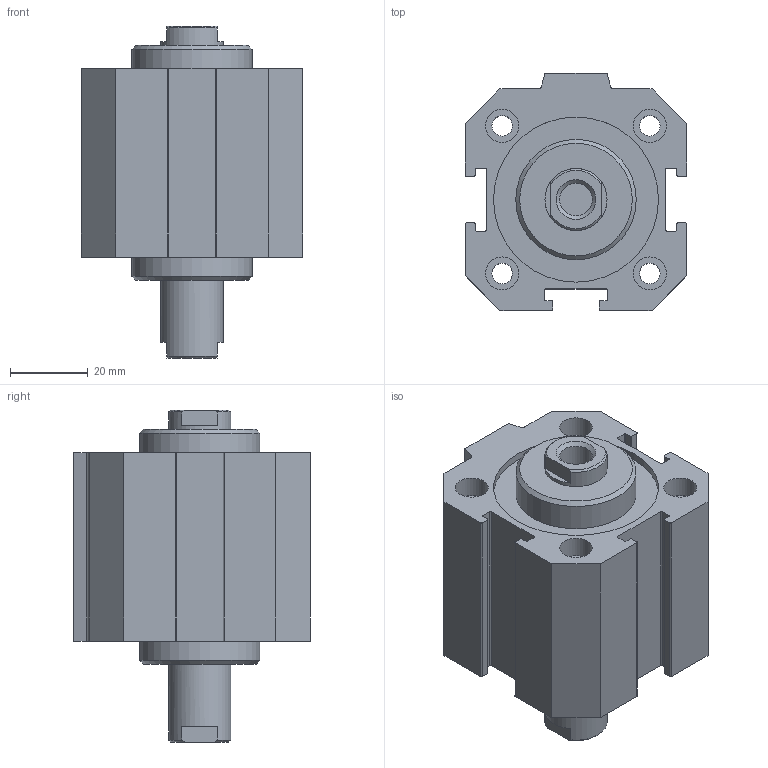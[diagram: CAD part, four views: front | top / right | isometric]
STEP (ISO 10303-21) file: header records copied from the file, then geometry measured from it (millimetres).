
FILE_DESCRIPTION(/* description */ ('TUBO PROFILATO COMPATTI Ø40'),/* implementation_level */ '2;1');
FILE_NAME(/* name */ '1504_40_0015.stp',/* time_stamp */ '2016-08-24T11:52:51+02:00',/* author */ ('Maniean1'),/* organization */ ('Pneumax S.p.A.'),/* preprocessor_version */ 'ST-DEVELOPER v15.2',/* originating_system */ 'Autodesk Inventor 2014',/* authorisation */ '');
FILE_SCHEMA (('AUTOMOTIVE_DESIGN { 1 0 10303 214 3 1 1 }'));
Length unit declared in the file: millimetre
Products named in the file (3): C_1504_40_0015; S_1504_40_0015; 1504_40_0015
Bounding box: 57 x 61 x 85.5 mm (x, y, z)
Volume: 128493.6 mm3; surface area: 40485.6 mm2
Topology: 2 solids, 2 shells, 130 faces, 318 edges, 212 vertices
Faces by surface type: plane 68, cylinder 52, cone 10
Full cylindrical faces by diameter (mm): 5.3 x4, 8.376 x2, 8.5 x8, 8.566 x2, 16 x4, 31 x2, 40 x2, 42.5 x2
Entity records: 3767 total; most frequent: DIRECTION 660, CARTESIAN_POINT 633, ORIENTED_EDGE 556, EDGE_CURVE 278, AXIS2_PLACEMENT_3D 255, VERTEX_POINT 204, EDGE_LOOP 192, LINE 150
